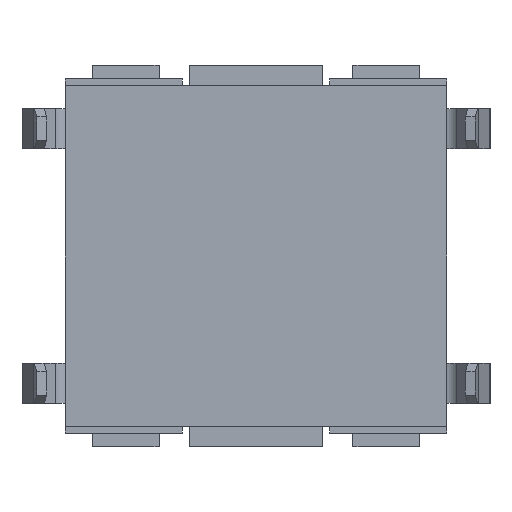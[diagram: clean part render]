
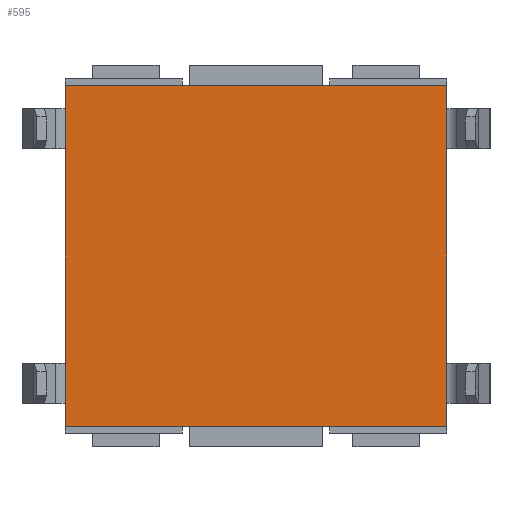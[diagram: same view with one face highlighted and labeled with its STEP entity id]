
A CAD part, front view. The second image highlights one B-rep face of the part: STEP entity #595.
In plain terms, the highlighted planar face has unit normal (0, -1, 0).
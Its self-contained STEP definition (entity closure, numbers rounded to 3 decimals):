
#344 = EDGE_CURVE ( 'NONE', #469, #391, #1493, .T. ) ;
#391 = VERTEX_POINT ( 'NONE', #1602 ) ;
#469 = VERTEX_POINT ( 'NONE', #1722 ) ;
#514 = EDGE_CURVE ( 'NONE', #469, #527, #1770, .T. ) ;
#524 = VERTEX_POINT ( 'NONE', #1808 ) ;
#526 = EDGE_CURVE ( 'NONE', #524, #527, #1807, .T. ) ;
#527 = VERTEX_POINT ( 'NONE', #1803 ) ;
#532 = EDGE_CURVE ( 'NONE', #391, #524, #1798, .T. ) ;
#561 = ORIENTED_EDGE ( 'NONE', *, *, #532, .F. ) ;
#562 = ORIENTED_EDGE ( 'NONE', *, *, #344, .F. ) ;
#564 = EDGE_LOOP ( 'NONE', ( #596, #597, #561, #562 ) ) ;
#595 = ADVANCED_FACE ( 'NONE', ( #1945 ), #1944, .T. ) ;
#596 = ORIENTED_EDGE ( 'NONE', *, *, #514, .T. ) ;
#597 = ORIENTED_EDGE ( 'NONE', *, *, #526, .F. ) ;
#1490 = DIRECTION ( 'NONE',  ( 0., 0., 1. ) ) ;
#1491 = VECTOR ( 'NONE', #1490, 1000. ) ;
#1492 = CARTESIAN_POINT ( 'NONE',  ( -5.7, 0., 0. ) ) ;
#1493 = LINE ( 'NONE', #1492, #1491 ) ;
#1602 = CARTESIAN_POINT ( 'NONE',  ( -5.7, 0., 5.1 ) ) ;
#1722 = CARTESIAN_POINT ( 'NONE',  ( -5.7, 0., -5.1 ) ) ;
#1767 = DIRECTION ( 'NONE',  ( 1., 0., 0. ) ) ;
#1768 = VECTOR ( 'NONE', #1767, 1000. ) ;
#1769 = CARTESIAN_POINT ( 'NONE',  ( -5.7, 0., -5.1 ) ) ;
#1770 = LINE ( 'NONE', #1769, #1768 ) ;
#1795 = DIRECTION ( 'NONE',  ( 1., 0., 0. ) ) ;
#1796 = VECTOR ( 'NONE', #1795, 1000. ) ;
#1797 = CARTESIAN_POINT ( 'NONE',  ( 5.7, 0., 5.1 ) ) ;
#1798 = LINE ( 'NONE', #1797, #1796 ) ;
#1803 = CARTESIAN_POINT ( 'NONE',  ( 5.7, 0., -5.1 ) ) ;
#1804 = DIRECTION ( 'NONE',  ( 0., 0., -1. ) ) ;
#1805 = VECTOR ( 'NONE', #1804, 1000. ) ;
#1806 = CARTESIAN_POINT ( 'NONE',  ( 5.7, 0., 0. ) ) ;
#1807 = LINE ( 'NONE', #1806, #1805 ) ;
#1808 = CARTESIAN_POINT ( 'NONE',  ( 5.7, 0., 5.1 ) ) ;
#1939 = DIRECTION ( 'NONE',  ( 0., 0., -1. ) ) ;
#1940 = DIRECTION ( 'NONE',  ( 0., -1., 0. ) ) ;
#1941 = CARTESIAN_POINT ( 'NONE',  ( 5.7, 0., 5.1 ) ) ;
#1943 = AXIS2_PLACEMENT_3D ( 'NONE', #1941, #1940, #1939 ) ;
#1944 = PLANE ( 'NONE',  #1943 ) ;
#1945 = FACE_OUTER_BOUND ( 'NONE', #564, .T. ) ;
